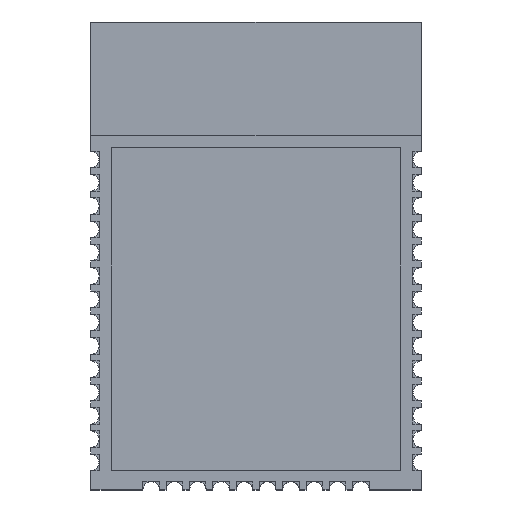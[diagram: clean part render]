
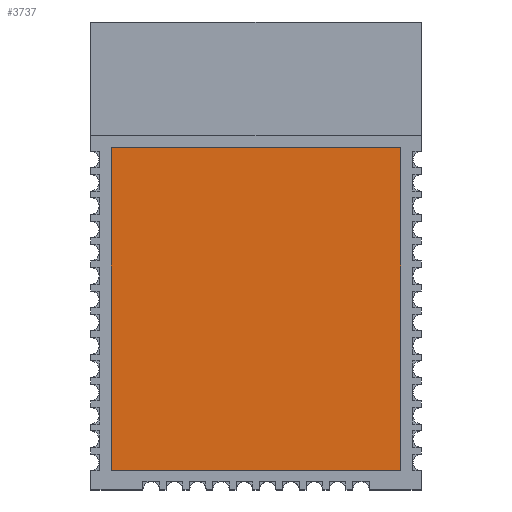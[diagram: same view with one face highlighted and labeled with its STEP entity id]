
A CAD part, top view. The second image highlights one B-rep face of the part: STEP entity #3737.
In plain terms, the highlighted planar face has unit normal (0, 0, 1).
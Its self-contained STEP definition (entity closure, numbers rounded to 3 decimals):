
#193 = VECTOR ( 'NONE', #6489, 1000. ) ;
#538 = DIRECTION ( 'NONE',  ( 0., 1., 0. ) ) ;
#570 = CARTESIAN_POINT ( 'NONE',  ( 0., 0., 2.7 ) ) ;
#897 = EDGE_CURVE ( 'NONE', #4349, #3535, #3599, .T. ) ;
#1595 = DIRECTION ( 'NONE',  ( 1., 0., 0. ) ) ;
#1868 = VERTEX_POINT ( 'NONE', #1884 ) ;
#1884 = CARTESIAN_POINT ( 'NONE',  ( -7.9, -11.7, 2.7 ) ) ;
#2107 = DIRECTION ( 'NONE',  ( -1., 0., 0. ) ) ;
#2116 = CARTESIAN_POINT ( 'NONE',  ( 7.9, 5.9, 2.7 ) ) ;
#2130 = CARTESIAN_POINT ( 'NONE',  ( -7.9, 5.9, 2.7 ) ) ;
#2201 = LINE ( 'NONE', #2130, #4181 ) ;
#2381 = CARTESIAN_POINT ( 'NONE',  ( -7.9, -11.7, 2.7 ) ) ;
#2434 = EDGE_CURVE ( 'NONE', #5085, #1868, #7208, .T. ) ;
#2898 = EDGE_LOOP ( 'NONE', ( #6768, #3032, #3992, #6538 ) ) ;
#3032 = ORIENTED_EDGE ( 'NONE', *, *, #3553, .T. ) ;
#3535 = VERTEX_POINT ( 'NONE', #5904 ) ;
#3553 = EDGE_CURVE ( 'NONE', #3535, #5085, #2201, .T. ) ;
#3599 = LINE ( 'NONE', #2116, #3983 ) ;
#3737 = ADVANCED_FACE ( 'NONE', ( #4500 ), #6094, .T. ) ;
#3983 = VECTOR ( 'NONE', #538, 1000. ) ;
#3992 = ORIENTED_EDGE ( 'NONE', *, *, #2434, .T. ) ;
#4181 = VECTOR ( 'NONE', #2107, 1000. ) ;
#4349 = VERTEX_POINT ( 'NONE', #6280 ) ;
#4500 = FACE_OUTER_BOUND ( 'NONE', #2898, .T. ) ;
#4606 = DIRECTION ( 'NONE',  ( 0., -1., 0. ) ) ;
#4809 = VECTOR ( 'NONE', #4606, 1000. ) ;
#5085 = VERTEX_POINT ( 'NONE', #5155 ) ;
#5155 = CARTESIAN_POINT ( 'NONE',  ( -7.9, 5.9, 2.7 ) ) ;
#5577 = LINE ( 'NONE', #2381, #193 ) ;
#5630 = AXIS2_PLACEMENT_3D ( 'NONE', #570, #6645, #1595 ) ;
#5810 = CARTESIAN_POINT ( 'NONE',  ( -7.9, 5.9, 2.7 ) ) ;
#5904 = CARTESIAN_POINT ( 'NONE',  ( 7.9, 5.9, 2.7 ) ) ;
#6094 = PLANE ( 'NONE',  #5630 ) ;
#6280 = CARTESIAN_POINT ( 'NONE',  ( 7.9, -11.7, 2.7 ) ) ;
#6489 = DIRECTION ( 'NONE',  ( 1., 0., 0. ) ) ;
#6538 = ORIENTED_EDGE ( 'NONE', *, *, #6951, .T. ) ;
#6645 = DIRECTION ( 'NONE',  ( 0., 0., 1. ) ) ;
#6768 = ORIENTED_EDGE ( 'NONE', *, *, #897, .T. ) ;
#6951 = EDGE_CURVE ( 'NONE', #1868, #4349, #5577, .T. ) ;
#7208 = LINE ( 'NONE', #5810, #4809 ) ;
